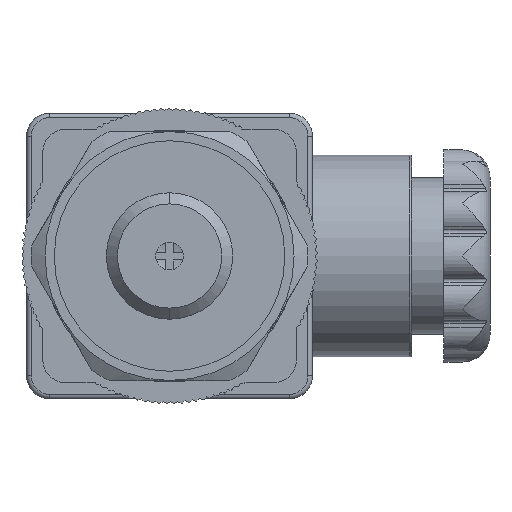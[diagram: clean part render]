
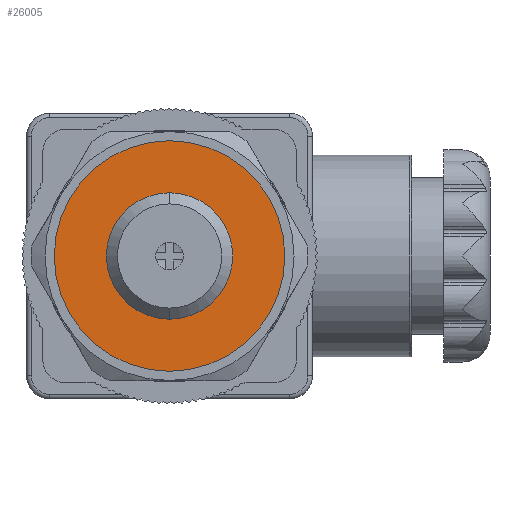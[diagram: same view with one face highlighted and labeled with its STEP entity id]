
A CAD part, front view. The second image highlights one B-rep face of the part: STEP entity #26005.
In plain terms, the highlighted planar face has unit normal (0, -1, 0).
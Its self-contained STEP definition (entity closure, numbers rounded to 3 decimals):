
#3427 = EDGE_CURVE ( 'NONE', #24135, #41009, #32704, .T. ) ;
#4101 = DIRECTION ( 'NONE',  ( 0., 1., 0. ) ) ;
#7384 = EDGE_LOOP ( 'NONE', ( #52076, #7926 ) ) ;
#7926 = ORIENTED_EDGE ( 'NONE', *, *, #32805, .F. ) ;
#9169 = DIRECTION ( 'NONE',  ( 0., 1., 0. ) ) ;
#9256 = CARTESIAN_POINT ( 'NONE',  ( 0., 0., 0. ) ) ;
#9391 = CARTESIAN_POINT ( 'NONE',  ( 0., 0., 0. ) ) ;
#10175 = DIRECTION ( 'NONE',  ( 0., 1., 0. ) ) ;
#12977 = FACE_OUTER_BOUND ( 'NONE', #7384, .T. ) ;
#14000 = DIRECTION ( 'NONE',  ( 0., 0., 1. ) ) ;
#14042 = CIRCLE ( 'NONE', #61099, 12.5 ) ;
#15657 = DIRECTION ( 'NONE',  ( 0., 0., 1. ) ) ;
#19478 = CARTESIAN_POINT ( 'NONE',  ( 0., 0., -12.5 ) ) ;
#20141 = CARTESIAN_POINT ( 'NONE',  ( 0., 0., 0. ) ) ;
#21058 = VERTEX_POINT ( 'NONE', #19478 ) ;
#23044 = EDGE_LOOP ( 'NONE', ( #24793, #60985 ) ) ;
#23362 = AXIS2_PLACEMENT_3D ( 'NONE', #57117, #10175, #31111 ) ;
#24076 = CIRCLE ( 'NONE', #32829, 6.855 ) ;
#24135 = VERTEX_POINT ( 'NONE', #55382 ) ;
#24793 = ORIENTED_EDGE ( 'NONE', *, *, #58656, .T. ) ;
#25091 = DIRECTION ( 'NONE',  ( 0., 0., 1. ) ) ;
#26005 = ADVANCED_FACE ( 'NONE', ( #12977, #54791 ), #39758, .F. ) ;
#30308 = CARTESIAN_POINT ( 'NONE',  ( 0., 0., 12.5 ) ) ;
#30346 = DIRECTION ( 'NONE',  ( 0., 0., 1. ) ) ;
#30737 = DIRECTION ( 'NONE',  ( 0., 1., 0. ) ) ;
#31111 = DIRECTION ( 'NONE',  ( 0., 0., 1. ) ) ;
#32704 = CIRCLE ( 'NONE', #65478, 6.855 ) ;
#32805 = EDGE_CURVE ( 'NONE', #21058, #56489, #52877, .T. ) ;
#32829 = AXIS2_PLACEMENT_3D ( 'NONE', #9391, #66976, #30346 ) ;
#39758 = PLANE ( 'NONE',  #50062 ) ;
#40833 = CARTESIAN_POINT ( 'NONE',  ( 0., 0., 6.855 ) ) ;
#41009 = VERTEX_POINT ( 'NONE', #40833 ) ;
#50062 = AXIS2_PLACEMENT_3D ( 'NONE', #56120, #9169, #14000 ) ;
#52076 = ORIENTED_EDGE ( 'NONE', *, *, #52660, .F. ) ;
#52660 = EDGE_CURVE ( 'NONE', #56489, #21058, #14042, .T. ) ;
#52877 = CIRCLE ( 'NONE', #23362, 12.5 ) ;
#54791 = FACE_BOUND ( 'NONE', #23044, .T. ) ;
#55382 = CARTESIAN_POINT ( 'NONE',  ( 0., 0., -6.855 ) ) ;
#56120 = CARTESIAN_POINT ( 'NONE',  ( -12.5, 0., 0. ) ) ;
#56489 = VERTEX_POINT ( 'NONE', #30308 ) ;
#57117 = CARTESIAN_POINT ( 'NONE',  ( 0., 0., 0. ) ) ;
#58656 = EDGE_CURVE ( 'NONE', #41009, #24135, #24076, .T. ) ;
#60985 = ORIENTED_EDGE ( 'NONE', *, *, #3427, .T. ) ;
#61099 = AXIS2_PLACEMENT_3D ( 'NONE', #20141, #30737, #15657 ) ;
#65478 = AXIS2_PLACEMENT_3D ( 'NONE', #9256, #4101, #25091 ) ;
#66976 = DIRECTION ( 'NONE',  ( 0., 1., 0. ) ) ;
